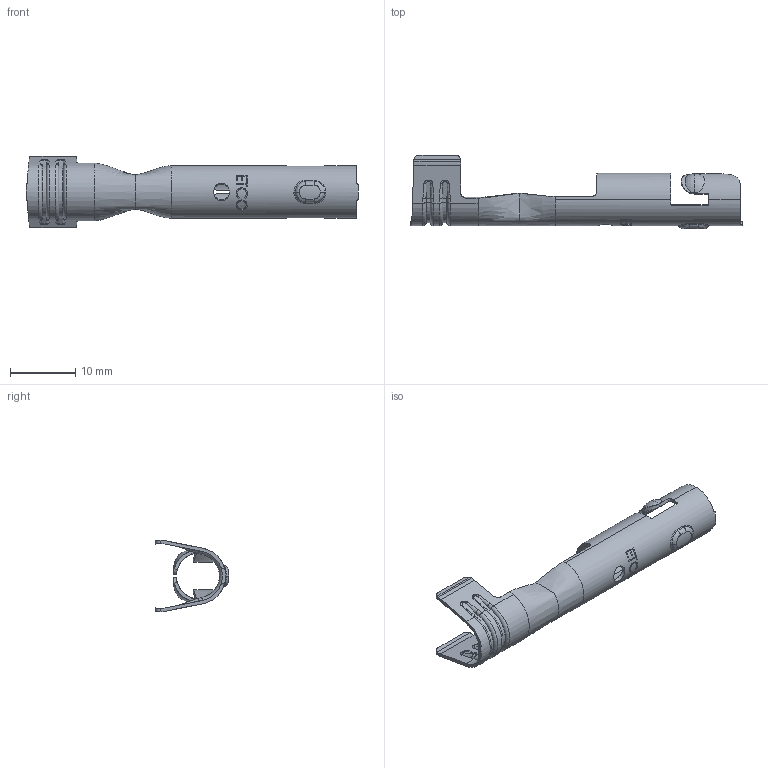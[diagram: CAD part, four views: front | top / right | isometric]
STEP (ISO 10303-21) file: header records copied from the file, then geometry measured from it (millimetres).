
FILE_DESCRIPTION (( 'STEP AP203' ), '1' );
FILE_NAME ('DT200-L.STEP', '2019-11-05T17:49:43', ( 'tempuser' ), ( 'Microsoft' ), 'SwSTEP 2.0', 'SolidWorks 2019', '' );
FILE_SCHEMA (( 'CONFIG_CONTROL_DESIGN' ));
Length unit declared in the file: inch
Products named in the file (1): DT200-L
Bounding box: 50.8 x 11.27 x 10.92 mm (x, y, z)
Volume: 461.6 mm3; surface area: 1945.2 mm2
Topology: 1 solids, 1 shells, 288 faces, 762 edges, 485 vertices
Faces by surface type: bspline 103, cylinder 89, plane 64, sphere 16, torus 12, cone 4
Entity records: 14825 total; most frequent: CARTESIAN_POINT 8414, ORIENTED_EDGE 1520, DIRECTION 1054, EDGE_CURVE 760, VERTEX_POINT 485, AXIS2_PLACEMENT_3D 403, EDGE_LOOP 301, ADVANCED_FACE 288
